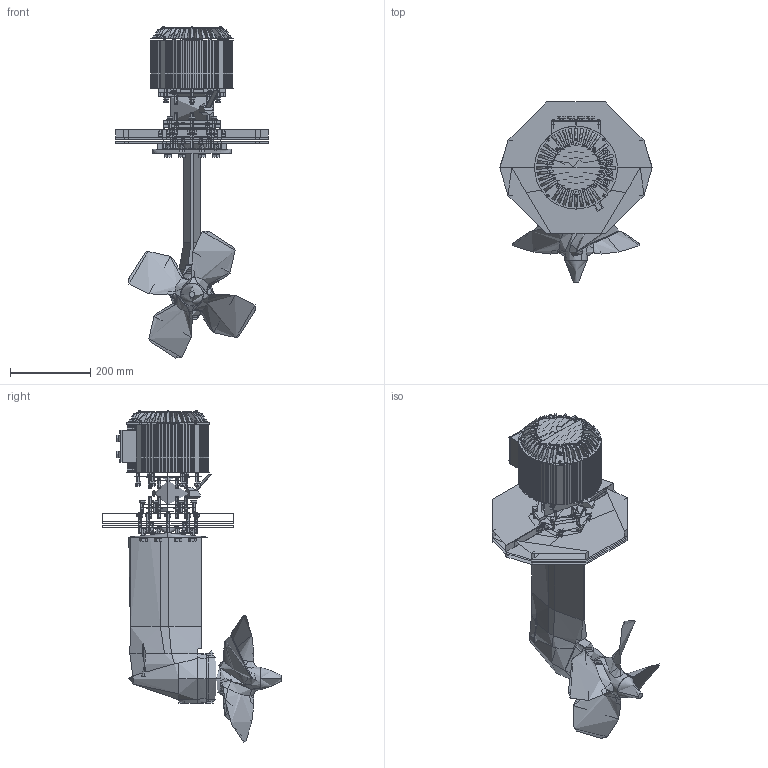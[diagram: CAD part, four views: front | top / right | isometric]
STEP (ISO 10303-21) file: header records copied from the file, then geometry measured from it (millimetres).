
FILE_DESCRIPTION(/* description */ (''),/* implementation_level */ '2;1');
FILE_NAME(/* name */ 'ESD-48-10',/* time_stamp */ '2022-08-05T17:34:30+02:00',/* author */ (''),/* organization */ (''),/* preprocessor_version */ 'ST-DEVELOPER v15',/* originating_system */ '',/* authorisation */ '');
FILE_SCHEMA (('AUTOMOTIVE_DESIGN'));
Products named in the file (1): Document
Bounding box: 380 x 447.63 x 826.78 mm (x, y, z)
Volume: 7090991.5 mm3; surface area: 1953128.8 mm2
Topology: 136 solids, 2256 shells, 4990 faces, 15608 edges, 13096 vertices
Faces by surface type: bspline 3049, plane 1941
Entity records: 289827 total; most frequent: CARTESIAN_POINT 187881, ORIENTED_EDGE 22157, EDGE_CURVE 15462, VERTEX_POINT 13091, EDGE_LOOP 5889, ADVANCED_FACE 4989, FACE_OUTER_BOUND 4989, B_SPLINE_CURVE_WITH_KNOTS 4587
